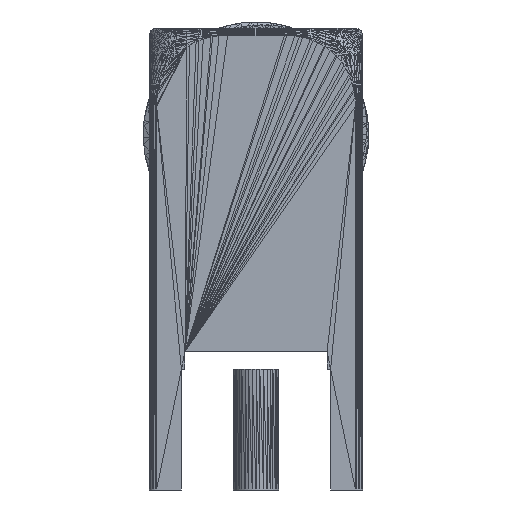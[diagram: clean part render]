
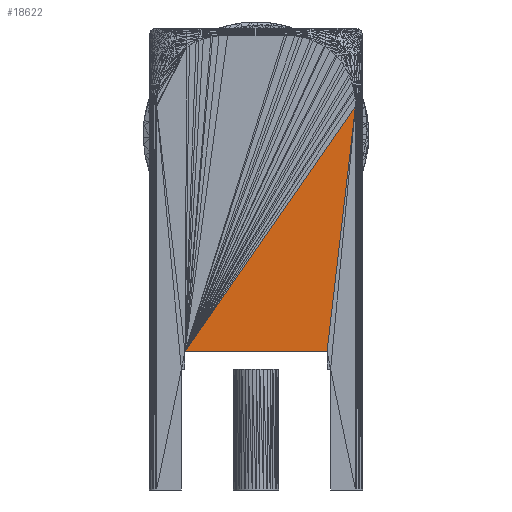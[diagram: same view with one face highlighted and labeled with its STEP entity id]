
A CAD part, front view. The second image highlights one B-rep face of the part: STEP entity #18622.
In plain terms, the highlighted planar face has unit normal (0, -1, 0).
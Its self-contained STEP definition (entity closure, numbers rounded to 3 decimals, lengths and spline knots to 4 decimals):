
#17823 = VERTEX_POINT('',#17824);
#17824 = CARTESIAN_POINT('',(-2.,-3.,0.5));
#17845 = VERTEX_POINT('',#17846);
#17846 = CARTESIAN_POINT('',(2.,-3.,0.5));
#17900 = EDGE_CURVE('',#17823,#17845,#17901,.T.);
#17901 = LINE('',#17902,#17903);
#17902 = CARTESIAN_POINT('',(-2.,-3.,0.5));
#17903 = VECTOR('',#17904,1.);
#17904 = DIRECTION('',(1.,0.,0.));
#18604 = EDGE_CURVE('',#17823,#18605,#18607,.T.);
#18605 = VERTEX_POINT('',#18606);
#18606 = CARTESIAN_POINT('',(2.8,-3.,7.4));
#18607 = LINE('',#18608,#18609);
#18608 = CARTESIAN_POINT('',(-2.,-3.,0.5));
#18609 = VECTOR('',#18610,1.);
#18610 = DIRECTION('',(0.571,0.,0.821
    ));
#18622 = ADVANCED_FACE('',(#18623),#18633,.T.);
#18623 = FACE_BOUND('',#18624,.T.);
#18624 = EDGE_LOOP('',(#18625,#18626,#18627));
#18625 = ORIENTED_EDGE('',*,*,#18604,.F.);
#18626 = ORIENTED_EDGE('',*,*,#17900,.T.);
#18627 = ORIENTED_EDGE('',*,*,#18628,.T.);
#18628 = EDGE_CURVE('',#17845,#18605,#18629,.T.);
#18629 = LINE('',#18630,#18631);
#18630 = CARTESIAN_POINT('',(2.,-3.,0.5));
#18631 = VECTOR('',#18632,1.);
#18632 = DIRECTION('',(0.115,0.,0.993
    ));
#18633 = PLANE('',#18634);
#18634 = AXIS2_PLACEMENT_3D('',#18635,#18636,#18637);
#18635 = CARTESIAN_POINT('',(1.0352,-3.,3.2369));
#18636 = DIRECTION('',(0.,-1.,-0.));
#18637 = DIRECTION('',(0.,0.,-1.));
